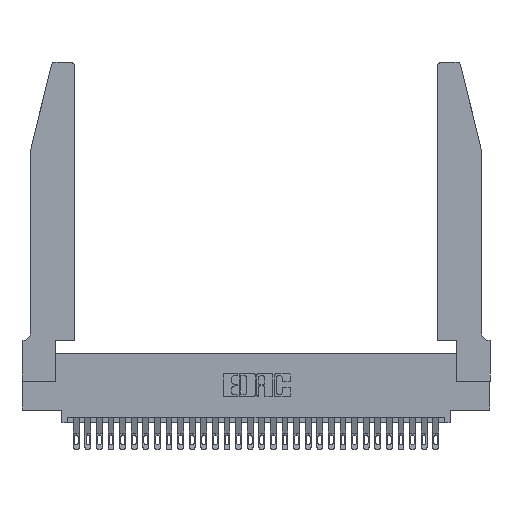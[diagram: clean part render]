
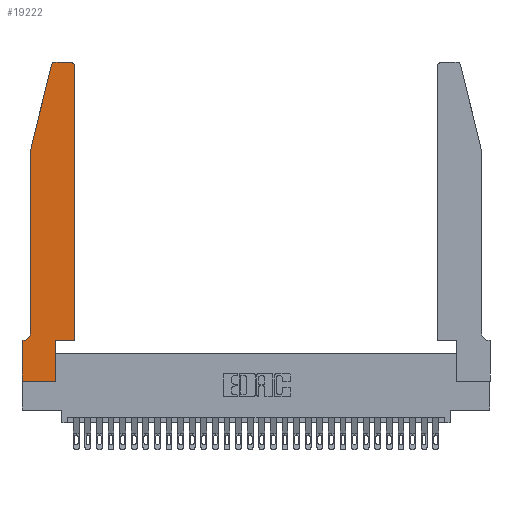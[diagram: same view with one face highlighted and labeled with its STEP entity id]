
A CAD part, top view. The second image highlights one B-rep face of the part: STEP entity #19222.
In plain terms, the highlighted planar face has unit normal (0, 0, 1).
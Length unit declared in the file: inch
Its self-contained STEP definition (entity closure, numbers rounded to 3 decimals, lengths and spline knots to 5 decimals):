
#39 = DIRECTION ( 'NONE',  ( 0., -1., 0. ) ) ;
#97 = CARTESIAN_POINT ( 'NONE',  ( 0.4505, 0.35, 0.37 ) ) ;
#553 = AXIS2_PLACEMENT_3D ( 'NONE', #10567, #17957, #3081 ) ;
#656 = ORIENTED_EDGE ( 'NONE', *, *, #4315, .T. ) ;
#885 = VERTEX_POINT ( 'NONE', #97 ) ;
#1127 = VECTOR ( 'NONE', #6953, 39.37008 ) ;
#1684 = EDGE_LOOP ( 'NONE', ( #22271, #2986, #12803, #14349, #656, #13598, #23451, #14034, #16340, #3875, #17860, #7047 ) ) ;
#1934 = EDGE_CURVE ( 'NONE', #21048, #25241, #12930, .T. ) ;
#2360 = EDGE_CURVE ( 'NONE', #885, #8159, #7846, .T. ) ;
#2477 = DIRECTION ( 'NONE',  ( 0., -1., 0. ) ) ;
#2547 = VERTEX_POINT ( 'NONE', #24659 ) ;
#2986 = ORIENTED_EDGE ( 'NONE', *, *, #9383, .T. ) ;
#3081 = DIRECTION ( 'NONE',  ( 1., 0., 0. ) ) ;
#3875 = ORIENTED_EDGE ( 'NONE', *, *, #11472, .T. ) ;
#4315 = EDGE_CURVE ( 'NONE', #22231, #21048, #15537, .T. ) ;
#4841 = CARTESIAN_POINT ( 'NONE',  ( 0., 0.35, 0.37 ) ) ;
#5005 = DIRECTION ( 'NONE',  ( -1., 0., 0. ) ) ;
#5119 = CARTESIAN_POINT ( 'NONE',  ( 0.0755, 2., 0.37 ) ) ;
#5448 = CARTESIAN_POINT ( 'NONE',  ( 0.0755, 2., 0.37 ) ) ;
#5471 = VERTEX_POINT ( 'NONE', #21573 ) ;
#5530 = PLANE ( 'NONE',  #553 ) ;
#5584 = DIRECTION ( 'NONE',  ( 0., 0., 1. ) ) ;
#6461 = VERTEX_POINT ( 'NONE', #27876 ) ;
#6599 = AXIS2_PLACEMENT_3D ( 'NONE', #12609, #29453, #15106 ) ;
#6784 = LINE ( 'NONE', #12479, #12634 ) ;
#6915 = EDGE_CURVE ( 'NONE', #8159, #26887, #11925, .T. ) ;
#6953 = DIRECTION ( 'NONE',  ( 0., 1., 0. ) ) ;
#7047 = ORIENTED_EDGE ( 'NONE', *, *, #6915, .T. ) ;
#7652 = VECTOR ( 'NONE', #9059, 39.37008 ) ;
#7846 = LINE ( 'NONE', #16808, #1127 ) ;
#8159 = VERTEX_POINT ( 'NONE', #10748 ) ;
#8572 = DIRECTION ( 'NONE',  ( 1., 0., 0. ) ) ;
#9059 = DIRECTION ( 'NONE',  ( -1., 0., 0. ) ) ;
#9383 = EDGE_CURVE ( 'NONE', #2547, #5471, #23919, .T. ) ;
#10028 = VECTOR ( 'NONE', #10048, 39.37008 ) ;
#10048 = DIRECTION ( 'NONE',  ( 0., 1., 0. ) ) ;
#10567 = CARTESIAN_POINT ( 'NONE',  ( 0., 0.35, 0.37 ) ) ;
#10748 = CARTESIAN_POINT ( 'NONE',  ( 0.4505, 2.72, 0.37 ) ) ;
#10797 = DIRECTION ( 'NONE',  ( 0., 0., 1. ) ) ;
#10961 = EDGE_CURVE ( 'NONE', #26887, #2547, #21457, .T. ) ;
#11439 = CARTESIAN_POINT ( 'NONE',  ( 0.4205, 2.75, 0.37 ) ) ;
#11472 = EDGE_CURVE ( 'NONE', #27955, #885, #26288, .T. ) ;
#11782 = VECTOR ( 'NONE', #17344, 39.37008 ) ;
#11925 = CIRCLE ( 'NONE', #26865, 0.03 ) ;
#12479 = CARTESIAN_POINT ( 'NONE',  ( 0., 0., 0.37 ) ) ;
#12609 = CARTESIAN_POINT ( 'NONE',  ( 0.0055, 0.42, 0.37 ) ) ;
#12634 = VECTOR ( 'NONE', #2477, 39.37008 ) ;
#12803 = ORIENTED_EDGE ( 'NONE', *, *, #20506, .T. ) ;
#12930 = LINE ( 'NONE', #24596, #31351 ) ;
#13369 = EDGE_CURVE ( 'NONE', #25157, #26882, #30996, .T. ) ;
#13598 = ORIENTED_EDGE ( 'NONE', *, *, #1934, .T. ) ;
#14034 = ORIENTED_EDGE ( 'NONE', *, *, #13369, .T. ) ;
#14349 = ORIENTED_EDGE ( 'NONE', *, *, #20440, .T. ) ;
#15005 = FACE_OUTER_BOUND ( 'NONE', #1684, .T. ) ;
#15106 = DIRECTION ( 'NONE',  ( -1., 0., 0. ) ) ;
#15537 = CIRCLE ( 'NONE', #6599, 0.07 ) ;
#15925 = CARTESIAN_POINT ( 'NONE',  ( 0.4505, 0.35, 0.37 ) ) ;
#16340 = ORIENTED_EDGE ( 'NONE', *, *, #30320, .T. ) ;
#16562 = LINE ( 'NONE', #31678, #10028 ) ;
#16808 = CARTESIAN_POINT ( 'NONE',  ( 0.4505, 0.35, 0.37 ) ) ;
#16986 = CARTESIAN_POINT ( 'NONE',  ( 0.2865, 0.35, 0.37 ) ) ;
#17340 = CARTESIAN_POINT ( 'NONE',  ( 0.0055, 0.35, 0.37 ) ) ;
#17344 = DIRECTION ( 'NONE',  ( 1., 0., 0. ) ) ;
#17860 = ORIENTED_EDGE ( 'NONE', *, *, #2360, .T. ) ;
#17957 = DIRECTION ( 'NONE',  ( 0., 0., 1. ) ) ;
#18692 = LINE ( 'NONE', #5119, #19473 ) ;
#19222 = ADVANCED_FACE ( 'NONE', ( #15005 ), #5530, .T. ) ;
#19473 = VECTOR ( 'NONE', #39, 39.37008 ) ;
#19740 = EDGE_CURVE ( 'NONE', #25241, #25157, #6784, .T. ) ;
#19931 = VECTOR ( 'NONE', #8572, 39.37008 ) ;
#20350 = CARTESIAN_POINT ( 'NONE',  ( 0.4205, 2.72, 0.37 ) ) ;
#20440 = EDGE_CURVE ( 'NONE', #6461, #22231, #18692, .T. ) ;
#20506 = EDGE_CURVE ( 'NONE', #5471, #6461, #23568, .T. ) ;
#20815 = CARTESIAN_POINT ( 'NONE',  ( 0.0755, 0.42, 0.37 ) ) ;
#21048 = VERTEX_POINT ( 'NONE', #17340 ) ;
#21241 = CARTESIAN_POINT ( 'NONE',  ( 0.2865, 0., 0.37 ) ) ;
#21457 = LINE ( 'NONE', #23621, #7652 ) ;
#21573 = CARTESIAN_POINT ( 'NONE',  ( 0.25487, 2.72718, 0.37 ) ) ;
#22231 = VERTEX_POINT ( 'NONE', #20815 ) ;
#22271 = ORIENTED_EDGE ( 'NONE', *, *, #10961, .T. ) ;
#22628 = DIRECTION ( 'NONE',  ( -0.239, -0.971, 0. ) ) ;
#22746 = DIRECTION ( 'NONE',  ( 1., 0., 0. ) ) ;
#23451 = ORIENTED_EDGE ( 'NONE', *, *, #19740, .T. ) ;
#23568 = LINE ( 'NONE', #5448, #29160 ) ;
#23621 = CARTESIAN_POINT ( 'NONE',  ( 0.2605, 2.75, 0.37 ) ) ;
#23919 = CIRCLE ( 'NONE', #25908, 0.03 ) ;
#24596 = CARTESIAN_POINT ( 'NONE',  ( 0.0755, 0.35, 0.37 ) ) ;
#24659 = CARTESIAN_POINT ( 'NONE',  ( 0.284, 2.75, 0.37 ) ) ;
#25157 = VERTEX_POINT ( 'NONE', #31124 ) ;
#25241 = VERTEX_POINT ( 'NONE', #4841 ) ;
#25316 = CARTESIAN_POINT ( 'NONE',  ( 0.284, 2.72, 0.37 ) ) ;
#25908 = AXIS2_PLACEMENT_3D ( 'NONE', #25316, #10797, #27698 ) ;
#26288 = LINE ( 'NONE', #15925, #19931 ) ;
#26865 = AXIS2_PLACEMENT_3D ( 'NONE', #20350, #5584, #22746 ) ;
#26882 = VERTEX_POINT ( 'NONE', #21241 ) ;
#26887 = VERTEX_POINT ( 'NONE', #11439 ) ;
#27698 = DIRECTION ( 'NONE',  ( 1., 0., 0. ) ) ;
#27876 = CARTESIAN_POINT ( 'NONE',  ( 0.0755, 2., 0.37 ) ) ;
#27955 = VERTEX_POINT ( 'NONE', #16986 ) ;
#29160 = VECTOR ( 'NONE', #22628, 39.37008 ) ;
#29254 = CARTESIAN_POINT ( 'NONE',  ( 0., 0., 0.37 ) ) ;
#29453 = DIRECTION ( 'NONE',  ( 0., 0., -1. ) ) ;
#30320 = EDGE_CURVE ( 'NONE', #26882, #27955, #16562, .T. ) ;
#30996 = LINE ( 'NONE', #29254, #11782 ) ;
#31124 = CARTESIAN_POINT ( 'NONE',  ( 0., 0., 0.37 ) ) ;
#31351 = VECTOR ( 'NONE', #5005, 39.37008 ) ;
#31678 = CARTESIAN_POINT ( 'NONE',  ( 0.2865, 0.35, 0.37 ) ) ;
